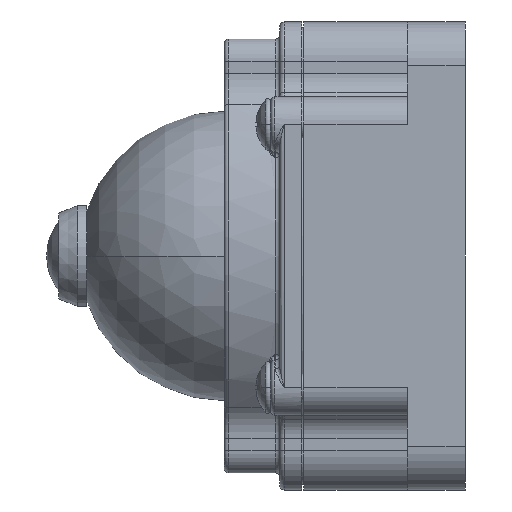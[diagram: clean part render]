
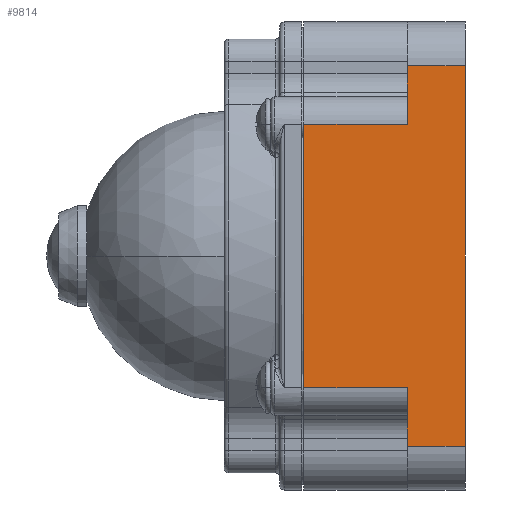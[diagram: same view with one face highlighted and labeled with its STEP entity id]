
A CAD part, left-side view. The second image highlights one B-rep face of the part: STEP entity #9814.
In plain terms, the highlighted planar face has unit normal (-1, 0, 0).
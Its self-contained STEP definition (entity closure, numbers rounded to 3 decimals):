
#1749=DIRECTION('',(0.,0.,1.));
#1750=VECTOR('',#1749,45.466);
#1751=CARTESIAN_POINT('',(-40.07,27.9,-22.733));
#1752=LINE('',#1751,#1750);
#2013=DIRECTION('',(0.,0.,1.));
#2014=VECTOR('',#2013,10.121);
#2015=CARTESIAN_POINT('',(-40.07,10.,-32.854));
#2016=LINE('',#2015,#2014);
#2075=DIRECTION('',(0.,1.,0.));
#2076=VECTOR('',#2075,17.9);
#2077=CARTESIAN_POINT('',(-40.07,10.,-22.733));
#2078=LINE('',#2077,#2076);
#2079=DIRECTION('',(0.,0.,-1.));
#2080=VECTOR('',#2079,65.709);
#2081=CARTESIAN_POINT('',(-40.07,0.,32.854));
#2082=LINE('',#2081,#2080);
#2083=DIRECTION('',(0.,1.,0.));
#2084=VECTOR('',#2083,10.);
#2085=CARTESIAN_POINT('',(-40.07,0.,-32.854));
#2086=LINE('',#2085,#2084);
#2092=DIRECTION('',(0.,1.,0.));
#2093=VECTOR('',#2092,17.9);
#2094=CARTESIAN_POINT('',(-40.07,10.,22.733));
#2095=LINE('',#2094,#2093);
#2105=DIRECTION('',(0.,0.,1.));
#2106=VECTOR('',#2105,10.121);
#2107=CARTESIAN_POINT('',(-40.07,10.,22.733));
#2108=LINE('',#2107,#2106);
#2119=DIRECTION('',(0.,1.,0.));
#2120=VECTOR('',#2119,10.);
#2121=CARTESIAN_POINT('',(-40.07,0.,32.854));
#2122=LINE('',#2121,#2120);
#6297=CARTESIAN_POINT('',(-40.07,0.,32.854));
#6299=VERTEX_POINT('',#6297);
#6310=CARTESIAN_POINT('',(-40.07,0.,-32.854));
#6312=VERTEX_POINT('',#6310);
#6313=CARTESIAN_POINT('',(-40.07,10.,32.854));
#6315=VERTEX_POINT('',#6313);
#6326=CARTESIAN_POINT('',(-40.07,10.,-32.854));
#6328=VERTEX_POINT('',#6326);
#6341=CARTESIAN_POINT('',(-40.07,10.,-22.733));
#6342=VERTEX_POINT('',#6341);
#6343=CARTESIAN_POINT('',(-40.07,10.,22.733));
#6344=VERTEX_POINT('',#6343);
#6438=CARTESIAN_POINT('',(-40.07,27.9,-22.733));
#6440=VERTEX_POINT('',#6438);
#6441=CARTESIAN_POINT('',(-40.07,27.9,22.733));
#6442=VERTEX_POINT('',#6441);
#9795=CARTESIAN_POINT('',(-40.07,0.,-32.854));
#9796=DIRECTION('',(-1.,0.,0.));
#9797=DIRECTION('',(0.,0.,1.));
#9798=AXIS2_PLACEMENT_3D('',#9795,#9796,#9797);
#9799=PLANE('',#9798);
#9800=ORIENTED_EDGE('',*,*,#9717,.T.);
#9801=ORIENTED_EDGE('',*,*,#9790,.T.);
#9802=ORIENTED_EDGE('',*,*,#9474,.T.);
#9804=ORIENTED_EDGE('',*,*,#9803,.F.);
#9806=ORIENTED_EDGE('',*,*,#9805,.T.);
#9808=ORIENTED_EDGE('',*,*,#9807,.F.);
#9809=ORIENTED_EDGE('',*,*,#7603,.T.);
#9811=ORIENTED_EDGE('',*,*,#9810,.T.);
#9812=EDGE_LOOP('',(#9800,#9801,#9802,#9804,#9806,#9808,#9809,#9811));
#9813=FACE_OUTER_BOUND('',#9812,.F.);
#9814=ADVANCED_FACE('',(#9813),#9799,.T.);
#7603=EDGE_CURVE('',#6299,#6312,#2082,.T.);
#9474=EDGE_CURVE('',#6440,#6442,#1752,.T.);
#9717=EDGE_CURVE('',#6328,#6342,#2016,.T.);
#9790=EDGE_CURVE('',#6342,#6440,#2078,.T.);
#9803=EDGE_CURVE('',#6344,#6442,#2095,.T.);
#9805=EDGE_CURVE('',#6344,#6315,#2108,.T.);
#9807=EDGE_CURVE('',#6299,#6315,#2122,.T.);
#9810=EDGE_CURVE('',#6312,#6328,#2086,.T.);
